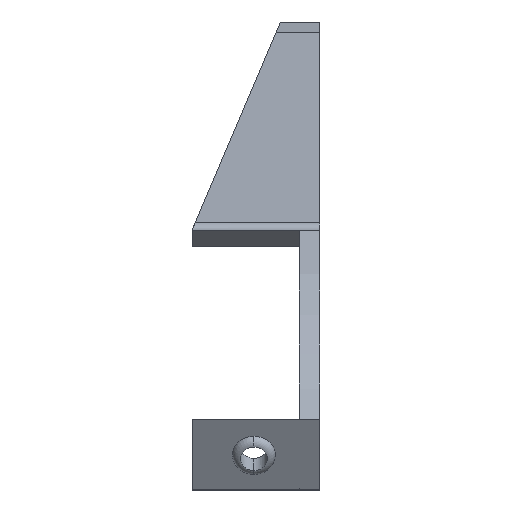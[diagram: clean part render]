
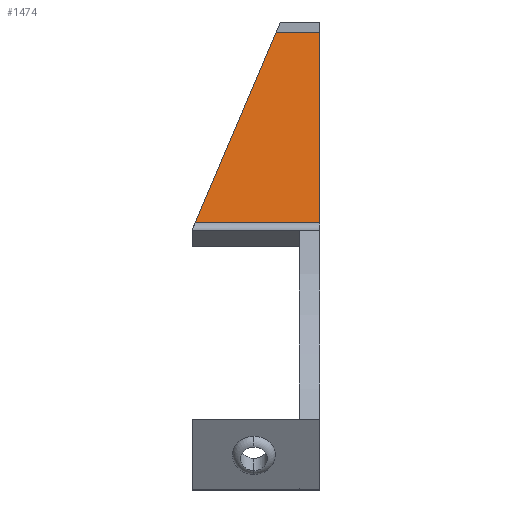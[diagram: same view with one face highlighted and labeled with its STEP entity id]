
A CAD part, left-side view. The second image highlights one B-rep face of the part: STEP entity #1474.
In plain terms, the highlighted planar face has unit normal (-0.995, 0, 0.104).
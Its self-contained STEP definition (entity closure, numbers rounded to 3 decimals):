
#6 = EDGE_LOOP ( 'NONE', ( #1445, #995, #145, #2305 ) ) ;
#69 = CARTESIAN_POINT ( 'NONE',  ( -2.5, -4.743, 83.572 ) ) ;
#88 = LINE ( 'NONE', #805, #1008 ) ;
#145 = ORIENTED_EDGE ( 'NONE', *, *, #1860, .F. ) ;
#170 = DIRECTION ( 'NONE',  ( 0.995, 0., -0.105 ) ) ;
#180 = DIRECTION ( 'NONE',  ( 0., -1., 0. ) ) ;
#218 = DIRECTION ( 'NONE',  ( 0., -1., 0. ) ) ;
#323 = AXIS2_PLACEMENT_3D ( 'NONE', #881, #170, #218 ) ;
#488 = CARTESIAN_POINT ( 'NONE',  ( -2.5, -15.3, 83.572 ) ) ;
#577 = VERTEX_POINT ( 'NONE', #2286 ) ;
#647 = VERTEX_POINT ( 'NONE', #762 ) ;
#762 = CARTESIAN_POINT ( 'NONE',  ( -7.312, -15.3, 37.791 ) ) ;
#805 = CARTESIAN_POINT ( 'NONE',  ( -7.312, -15.3, 37.791 ) ) ;
#811 = EDGE_CURVE ( 'NONE', #577, #647, #88, .T. ) ;
#881 = CARTESIAN_POINT ( 'NONE',  ( -2.5, -15.3, 83.572 ) ) ;
#898 = CARTESIAN_POINT ( 'NONE',  ( -2.105, -6.34, 87.334 ) ) ;
#924 = FACE_OUTER_BOUND ( 'NONE', #6, .T. ) ;
#995 = ORIENTED_EDGE ( 'NONE', *, *, #811, .T. ) ;
#1008 = VECTOR ( 'NONE', #2048, 1000. ) ;
#1042 = VERTEX_POINT ( 'NONE', #488 ) ;
#1067 = LINE ( 'NONE', #898, #1130 ) ;
#1077 = DIRECTION ( 'NONE',  ( -0.105, 0., -0.995 ) ) ;
#1090 = EDGE_CURVE ( 'NONE', #2184, #1042, #1944, .T. ) ;
#1130 = VECTOR ( 'NONE', #1432, 1000. ) ;
#1247 = CARTESIAN_POINT ( 'NONE',  ( -2.5, -15.3, 83.572 ) ) ;
#1395 = LINE ( 'NONE', #2283, #1689 ) ;
#1413 = PLANE ( 'NONE',  #323 ) ;
#1432 = DIRECTION ( 'NONE',  ( 0.096, -0.389, 0.916 ) ) ;
#1445 = ORIENTED_EDGE ( 'NONE', *, *, #1920, .F. ) ;
#1474 = ADVANCED_FACE ( 'NONE', ( #924 ), #1413, .F. ) ;
#1520 = VECTOR ( 'NONE', #180, 1000. ) ;
#1689 = VECTOR ( 'NONE', #1077, 1000. ) ;
#1860 = EDGE_CURVE ( 'NONE', #1042, #647, #1395, .T. ) ;
#1920 = EDGE_CURVE ( 'NONE', #577, #2184, #1067, .T. ) ;
#1944 = LINE ( 'NONE', #1247, #1520 ) ;
#2048 = DIRECTION ( 'NONE',  ( 0., -1., 0. ) ) ;
#2184 = VERTEX_POINT ( 'NONE', #69 ) ;
#2283 = CARTESIAN_POINT ( 'NONE',  ( -2.5, -15.3, 83.572 ) ) ;
#2286 = CARTESIAN_POINT ( 'NONE',  ( -7.312, 14.69, 37.791 ) ) ;
#2305 = ORIENTED_EDGE ( 'NONE', *, *, #1090, .F. ) ;
